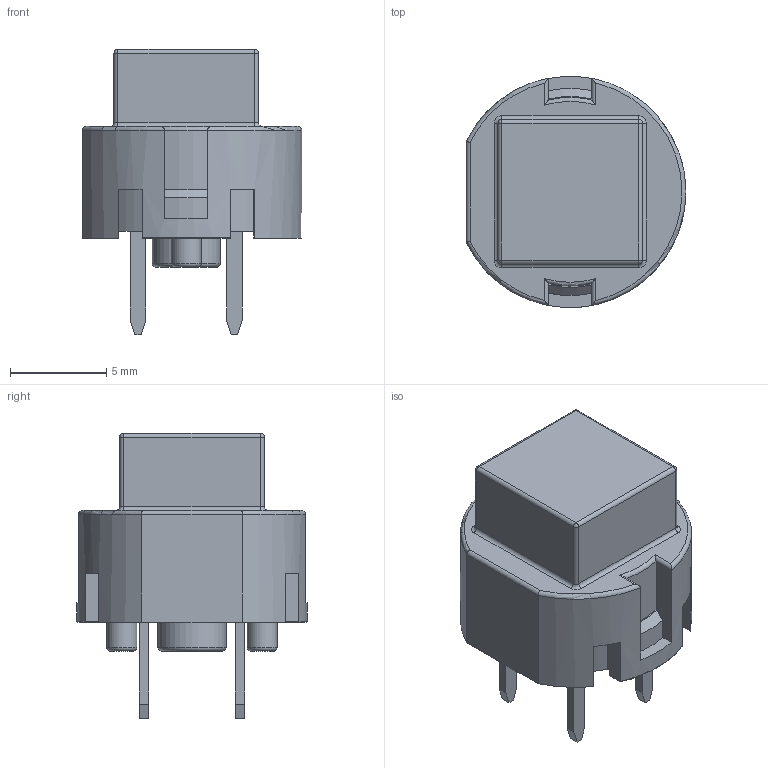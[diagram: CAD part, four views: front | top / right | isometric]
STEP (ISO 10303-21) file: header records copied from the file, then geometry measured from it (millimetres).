
FILE_DESCRIPTION(/* description */ ('Unknown'),/* implementation_level */ '2;1');
FILE_NAME(/* name */ 'D6C90F2LFS',/* time_stamp */ '2023-09-18T23:10:41+02:00',/* author */ ('Unknown'),/* organization */ ('Unknown'),/* preprocessor_version */ 'ST-DEVELOPER v18.102',/* originating_system */ 'Solid Edge',/* authorisation */ 'Unknown');
FILE_SCHEMA (('AUTOMOTIVE_DESIGN {1 0 10303 214 3 1 1}'));
Length unit declared in the file: millimetre
Products named in the file (1): D6C90F2LFS
Bounding box: 11.4 x 11.98 x 14.8 mm (x, y, z)
Volume: 837.6 mm3; surface area: 686.6 mm2
Topology: 1 solids, 1 shells, 130 faces, 317 edges, 193 vertices
Faces by surface type: plane 67, cylinder 39, torus 18, sphere 4, cone 2
Full cylindrical faces by diameter (mm): 1.56 x2, 3.537 x1
Entity records: 4652 total; most frequent: CARTESIAN_POINT 707, DIRECTION 635, ORIENTED_EDGE 610, EDGE_CURVE 305, AXIS2_PLACEMENT_3D 223, VERTEX_POINT 191, LINE 189, VECTOR 189
